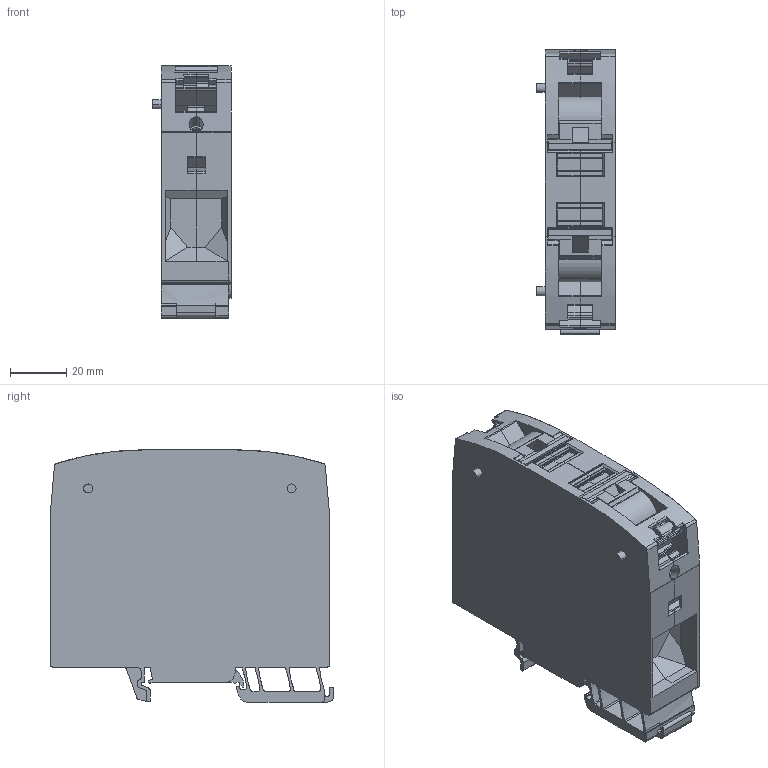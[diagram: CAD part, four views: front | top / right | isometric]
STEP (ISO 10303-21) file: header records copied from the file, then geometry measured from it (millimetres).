
FILE_DESCRIPTION(('CATIA V5 STEP Exchange','CAx-IF Rec.Pracs.--- Model Styling and Organization---1.4--- 2014-01-23'),'2;1');
FILE_NAME ('1148595-8_1', '2019-11-27T08:29:58+00:00', ('none'), ('Weidmueller'), 'CATIA Version 5-6 Release 2016 SP3 HF44', 'CATIA V5 STEP AP214', 'none');
FILE_SCHEMA(('AUTOMOTIVE_DESIGN { 1 0 10303 214 1 1 1 1 }'));
Length unit declared in the file: millimetre
Products named in the file (1): 2694080000
Bounding box: 28 x 100.97 x 89.65 mm (x, y, z)
Volume: 175700.5 mm3; surface area: 56888.5 mm2
Topology: 6 solids, 12 shells, 970 faces, 2868 edges, 1928 vertices
Faces by surface type: plane 504, cylinder 384, extrusion 54, cone 20, torus 4, bspline 4
Entity records: 35240 total; most frequent: CARTESIAN_POINT 10531, ORIENTED_EDGE 5732, DIRECTION 4095, EDGE_CURVE 2866, VERTEX_POINT 1928, VECTOR 1900, LINE 1846, AXIS2_PLACEMENT_3D 1425
